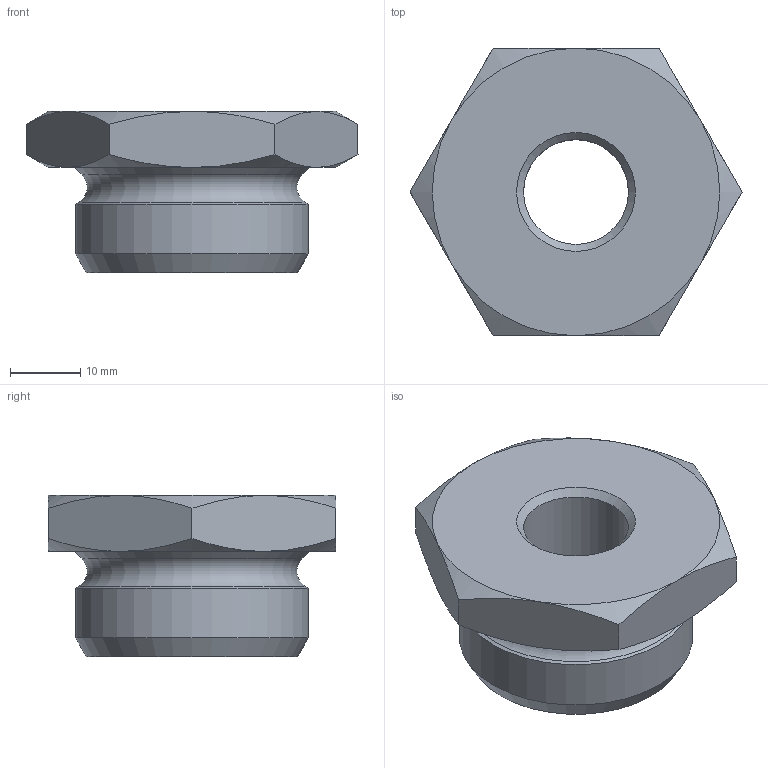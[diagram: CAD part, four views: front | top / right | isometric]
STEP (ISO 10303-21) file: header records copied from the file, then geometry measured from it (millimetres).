
FILE_DESCRIPTION(( 'RA.14.01.38.STP' ), '1');
FILE_NAME( 'RA.14.01.38.STP', '2018-10-08T14:50:19',( 'Sopra'),('sopra-pneumatic.com'), 'SwSTEP 2.0','SolidWorks 2009','' );
FILE_SCHEMA (('AUTOMOTIVE_DESIGN { 1 0 10303 214 1 1 1 1 }'));
Length unit declared in the file: millimetre
Products named in the file (2): Root; ROTATIONSTEIL_0
Assembly tree (1 placements, depth 2):
  Root
    ROTATIONSTEIL_0
Bounding box: 47.34 x 41 x 23 mm (x, y, z)
Volume: 19631.6 mm3; surface area: 6111.9 mm2
Topology: 1 solids, 1 shells, 29 faces, 74 edges, 48 vertices
Faces by surface type: cone 17, plane 9, cylinder 2, torus 1
Full cylindrical faces by diameter (mm): 14.95 x1, 33.249 x1
Entity records: 1556 total; most frequent: DIRECTION 186, CARTESIAN_POINT 143, PRESENTATION_STYLE_ASSIGNMENT 131, COLOUR_RGB 131, DRAUGHTING_PRE_DEFINED_CURVE_FONT 130, CURVE_STYLE 130, OVER_RIDING_STYLED_ITEM 130, ORIENTED_EDGE 130
